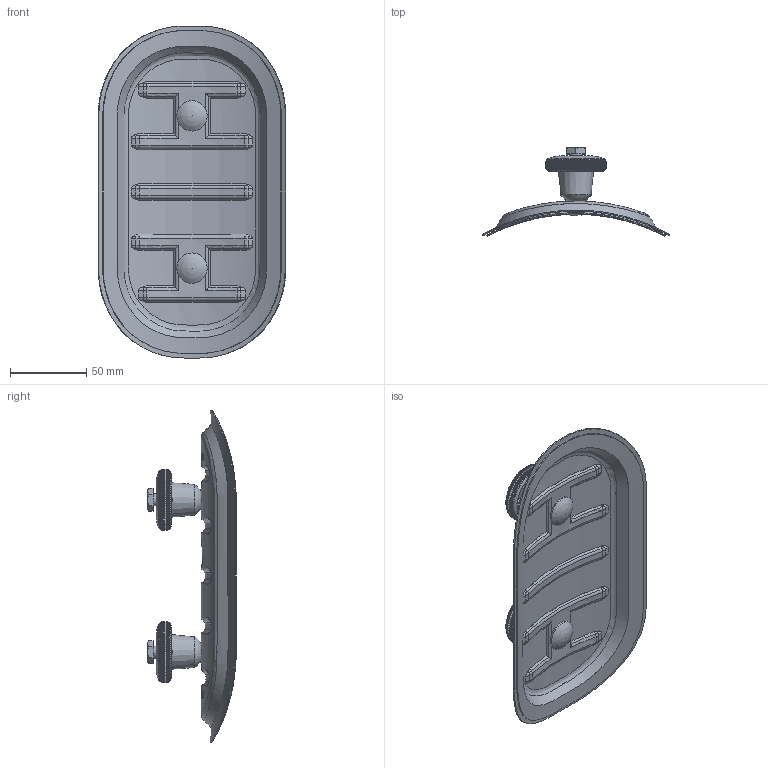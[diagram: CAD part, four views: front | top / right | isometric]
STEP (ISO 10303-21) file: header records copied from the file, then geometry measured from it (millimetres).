
FILE_DESCRIPTION(/* description */ (''),/* implementation_level */ '2;1');
FILE_NAME(/* name */ 'D03A-1012-25_RRD_21_250.stp',/* time_stamp */ '2016-03-09T15:42:17+01:00',/* author */ (''),/* organization */ (''),/* preprocessor_version */ 'ST-DEVELOPER v11',/* originating_system */ 'SIEMENS UGS NX 6.0',/* authorisation */ '');
FILE_SCHEMA (('CONFIG_CONTROL_DESIGN'));
Length unit declared in the file: millimetre
Products named in the file (1): perl6E7Drdyh
Bounding box: 123.25 x 58.01 x 218 mm (x, y, z)
Volume: 42096.3 mm3; surface area: 123490.5 mm2
Topology: 6 solids, 8 shells, 2528 faces, 5685 edges, 3207 vertices
Faces by surface type: cone 898, plane 738, cylinder 402, bspline 238, torus 196, extrusion 52, sphere 4
Full cylindrical faces by diameter (mm): 6.647 x2, 6.8 x2, 7.8 x2, 9 x4, 10.4 x2, 20 x2
Entity records: 83680 total; most frequent: CARTESIAN_POINT 31220, ORIENTED_EDGE 11148, DIRECTION 10432, EDGE_CURVE 5574, AXIS2_PLACEMENT_3D 4161, VERTEX_POINT 3166, EDGE_LOOP 2648, ADVANCED_FACE 2528
